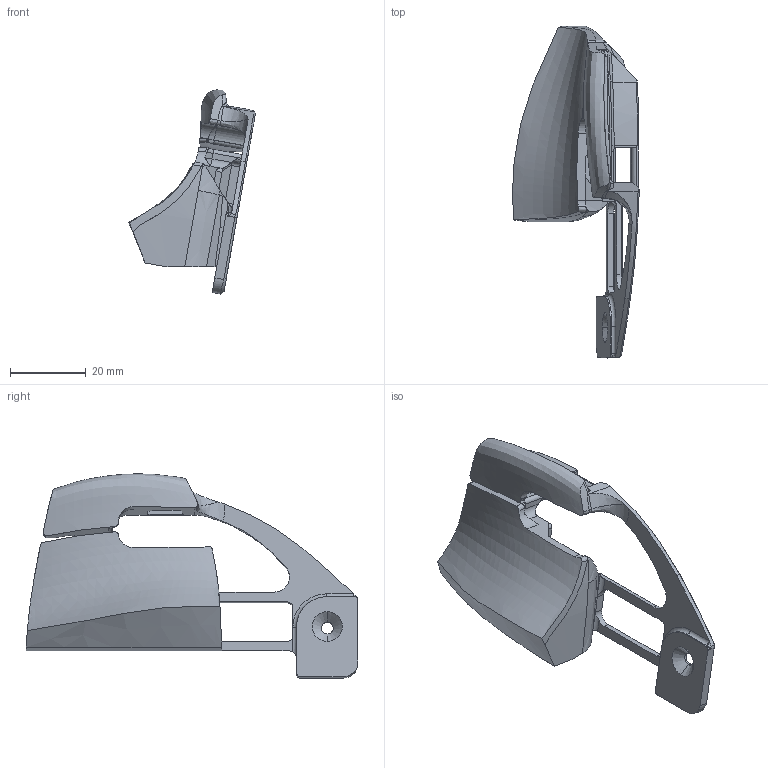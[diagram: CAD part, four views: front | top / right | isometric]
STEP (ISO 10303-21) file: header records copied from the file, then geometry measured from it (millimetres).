
FILE_DESCRIPTION (( 'STEP AP203' ), '1' );
FILE_NAME ('PrimaryButtons.STEP', '2021-08-11T23:44:03', ( '' ), ( '' ), 'SwSTEP 2.0', 'SolidWorks 2020', '' );
FILE_SCHEMA (( 'CONFIG_CONTROL_DESIGN' ));
Length unit declared in the file: millimetre
Products named in the file (1): PrimaryButtons
Bounding box: 33.46 x 87.62 x 53.88 mm (x, y, z)
Volume: 24449.7 mm3; surface area: 9324.2 mm2
Topology: 1 solids, 1 shells, 212 faces, 579 edges, 365 vertices
Faces by surface type: plane 72, bspline 71, cylinder 39, cone 29, torus 1
Entity records: 24332 total; most frequent: CARTESIAN_POINT 19620, ORIENTED_EDGE 1154, DIRECTION 684, EDGE_CURVE 577, VERTEX_POINT 365, VECTOR 240, LINE 240, B_SPLINE_CURVE_WITH_KNOTS 234
